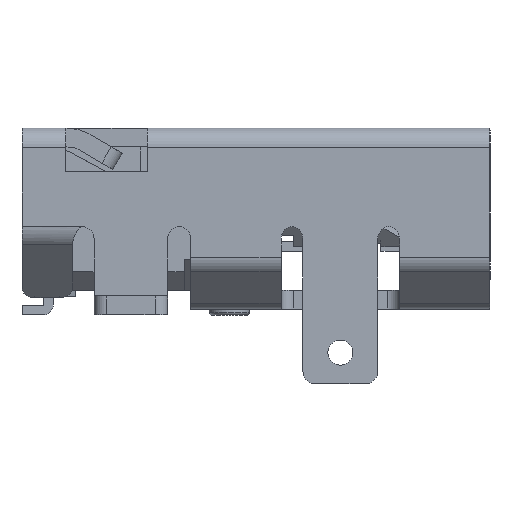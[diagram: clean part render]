
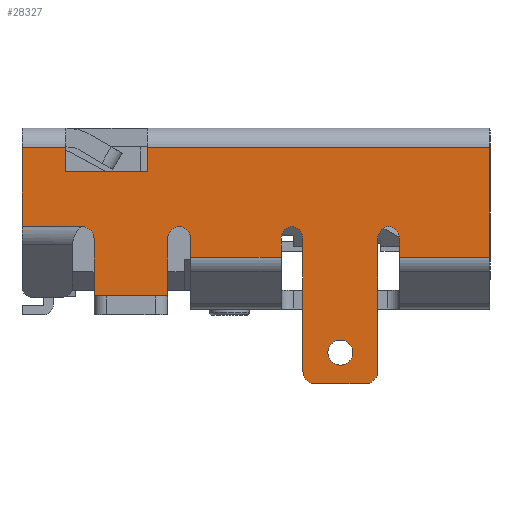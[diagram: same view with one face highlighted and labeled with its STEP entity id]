
A CAD part, front view. The second image highlights one B-rep face of the part: STEP entity #28327.
In plain terms, the highlighted face is planar.
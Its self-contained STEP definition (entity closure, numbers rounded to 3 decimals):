
#503=PLANE('',#29719);
#1069=CIRCLE('',#29429,0.2);
#1076=CIRCLE('',#29445,0.2);
#1077=CIRCLE('',#29447,0.2);
#1078=CIRCLE('',#29449,0.2);
#1079=CIRCLE('',#29451,0.2);
#1080=CIRCLE('',#29453,0.2);
#1081=CIRCLE('',#29455,0.2);
#1082=CIRCLE('',#29457,0.2);
#1083=CIRCLE('',#29459,0.2);
#1084=CIRCLE('',#29461,0.2);
#5011=ORIENTED_EDGE('',*,*,#9422,.T.);
#5012=ORIENTED_EDGE('',*,*,#9238,.T.);
#5013=ORIENTED_EDGE('',*,*,#9738,.T.);
#5014=ORIENTED_EDGE('',*,*,#9350,.T.);
#5015=ORIENTED_EDGE('',*,*,#9348,.T.);
#5016=ORIENTED_EDGE('',*,*,#9222,.F.);
#5017=ORIENTED_EDGE('',*,*,#9714,.F.);
#5018=ORIENTED_EDGE('',*,*,#9467,.T.);
#5019=ORIENTED_EDGE('',*,*,#9356,.T.);
#5020=ORIENTED_EDGE('',*,*,#9353,.T.);
#5021=ORIENTED_EDGE('',*,*,#9425,.T.);
#5022=ORIENTED_EDGE('',*,*,#9341,.F.);
#5023=ORIENTED_EDGE('',*,*,#9424,.T.);
#5024=ORIENTED_EDGE('',*,*,#9344,.F.);
#5025=ORIENTED_EDGE('',*,*,#9423,.T.);
#5026=ORIENTED_EDGE('',*,*,#9361,.T.);
#5027=ORIENTED_EDGE('',*,*,#9358,.T.);
#5028=ORIENTED_EDGE('',*,*,#9477,.T.);
#5029=ORIENTED_EDGE('',*,*,#9715,.F.);
#5030=ORIENTED_EDGE('',*,*,#9651,.F.);
#5031=ORIENTED_EDGE('',*,*,#9719,.T.);
#5032=ORIENTED_EDGE('',*,*,#9455,.F.);
#5033=ORIENTED_EDGE('',*,*,#9739,.T.);
#5034=ORIENTED_EDGE('',*,*,#9449,.T.);
#5035=ORIENTED_EDGE('',*,*,#9716,.T.);
#5036=ORIENTED_EDGE('',*,*,#9740,.T.);
#5037=ORIENTED_EDGE('',*,*,#9323,.T.);
#5038=ORIENTED_EDGE('',*,*,#9347,.T.);
#5039=ORIENTED_EDGE('',*,*,#9318,.T.);
#9222=EDGE_CURVE('',#11829,#11830,#14188,.T.);
#9238=EDGE_CURVE('',#11843,#11841,#14201,.T.);
#9318=EDGE_CURVE('',#11895,#11895,#1069,.T.);
#9323=EDGE_CURVE('',#11897,#11819,#14246,.T.);
#9341=EDGE_CURVE('',#11909,#11910,#1076,.T.);
#9344=EDGE_CURVE('',#11911,#11912,#1077,.T.);
#9347=EDGE_CURVE('',#11819,#11913,#1078,.T.);
#9348=EDGE_CURVE('',#11914,#11830,#1079,.T.);
#9350=EDGE_CURVE('',#11915,#11914,#1080,.T.);
#9353=EDGE_CURVE('',#11917,#11916,#1081,.T.);
#9356=EDGE_CURVE('',#11918,#11917,#1082,.T.);
#9358=EDGE_CURVE('',#11920,#11919,#1083,.T.);
#9361=EDGE_CURVE('',#11921,#11920,#1084,.T.);
#9422=EDGE_CURVE('',#11913,#11843,#14305,.T.);
#9423=EDGE_CURVE('',#11911,#11921,#14306,.T.);
#9424=EDGE_CURVE('',#11909,#11912,#14307,.T.);
#9425=EDGE_CURVE('',#11916,#11910,#14308,.T.);
#9449=EDGE_CURVE('',#11982,#11981,#14327,.T.);
#9455=EDGE_CURVE('',#11986,#11987,#14333,.T.);
#9467=EDGE_CURVE('',#11995,#11918,#14341,.T.);
#9477=EDGE_CURVE('',#11919,#12002,#14346,.T.);
#9651=EDGE_CURVE('',#12123,#12124,#14457,.T.);
#9714=EDGE_CURVE('',#11995,#11829,#14511,.T.);
#9715=EDGE_CURVE('',#12124,#12002,#14512,.T.);
#9716=EDGE_CURVE('',#11981,#12141,#14513,.T.);
#9719=EDGE_CURVE('',#12123,#11987,#14515,.T.);
#9738=EDGE_CURVE('',#11841,#11915,#14534,.T.);
#9739=EDGE_CURVE('',#11986,#11982,#14535,.T.);
#9740=EDGE_CURVE('',#12141,#11897,#14536,.T.);
#11819=VERTEX_POINT('',#39203);
#11829=VERTEX_POINT('',#39252);
#11830=VERTEX_POINT('',#39254);
#11841=VERTEX_POINT('',#39284);
#11843=VERTEX_POINT('',#39287);
#11895=VERTEX_POINT('',#39452);
#11897=VERTEX_POINT('',#39459);
#11909=VERTEX_POINT('',#39496);
#11910=VERTEX_POINT('',#39498);
#11911=VERTEX_POINT('',#39502);
#11912=VERTEX_POINT('',#39504);
#11913=VERTEX_POINT('',#39508);
#11914=VERTEX_POINT('',#39512);
#11915=VERTEX_POINT('',#39516);
#11916=VERTEX_POINT('',#39520);
#11917=VERTEX_POINT('',#39522);
#11918=VERTEX_POINT('',#39526);
#11919=VERTEX_POINT('',#39530);
#11920=VERTEX_POINT('',#39532);
#11921=VERTEX_POINT('',#39536);
#11981=VERTEX_POINT('',#39715);
#11982=VERTEX_POINT('',#39717);
#11986=VERTEX_POINT('',#39727);
#11987=VERTEX_POINT('',#39729);
#11995=VERTEX_POINT('',#39751);
#12002=VERTEX_POINT('',#39768);
#12123=VERTEX_POINT('',#40116);
#12124=VERTEX_POINT('',#40118);
#12141=VERTEX_POINT('',#40242);
#14188=LINE('',#39253,#16858);
#14201=LINE('',#39286,#16871);
#14246=LINE('',#39462,#16916);
#14305=LINE('',#39663,#16975);
#14306=LINE('',#39665,#16976);
#14307=LINE('',#39667,#16977);
#14308=LINE('',#39669,#16978);
#14327=LINE('',#39716,#16997);
#14333=LINE('',#39728,#17003);
#14341=LINE('',#39750,#17011);
#14346=LINE('',#39769,#17016);
#14457=LINE('',#40117,#17127);
#14511=LINE('',#40237,#17181);
#14512=LINE('',#40239,#17182);
#14513=LINE('',#40241,#17183);
#14515=LINE('',#40247,#17185);
#14534=LINE('',#40280,#17204);
#14535=LINE('',#40281,#17205);
#14536=LINE('',#40282,#17206);
#16858=VECTOR('',#32893,1000.);
#16871=VECTOR('',#32920,1000.);
#16916=VECTOR('',#33115,1000.);
#16975=VECTOR('',#33320,1000.);
#16976=VECTOR('',#33323,1000.);
#16977=VECTOR('',#33326,1000.);
#16978=VECTOR('',#33329,1000.);
#16997=VECTOR('',#33376,1000.);
#17003=VECTOR('',#33384,1000.);
#17011=VECTOR('',#33404,1000.);
#17016=VECTOR('',#33421,1000.);
#17127=VECTOR('',#33764,1000.);
#17181=VECTOR('',#33916,1000.);
#17182=VECTOR('',#33919,1000.);
#17183=VECTOR('',#33922,1000.);
#17185=VECTOR('',#33928,1000.);
#17204=VECTOR('',#33975,1000.);
#17205=VECTOR('',#33976,1000.);
#17206=VECTOR('',#33977,1000.);
#18577=EDGE_LOOP('',(#5011,#5012,#5013,#5014,#5015,#5016,#5017,#5018,#5019,
#5020,#5021,#5022,#5023,#5024,#5025,#5026,#5027,#5028,#5029,#5030,#5031,
#5032,#5033,#5034,#5035,#5036,#5037,#5038));
#18578=EDGE_LOOP('',(#5039));
#19681=FACE_BOUND('',#18577,.T.);
#19682=FACE_BOUND('',#18578,.T.);
#28327=ADVANCED_FACE('',(#19681,#19682),#503,.F.);
#29429=AXIS2_PLACEMENT_3D('',#39451,#33103,#33104);
#29445=AXIS2_PLACEMENT_3D('',#39497,#33150,#33151);
#29447=AXIS2_PLACEMENT_3D('',#39503,#33156,#33157);
#29449=AXIS2_PLACEMENT_3D('',#39509,#33162,#33163);
#29451=AXIS2_PLACEMENT_3D('',#39511,#33166,#33167);
#29453=AXIS2_PLACEMENT_3D('',#39515,#33171,#33172);
#29455=AXIS2_PLACEMENT_3D('',#39521,#33177,#33178);
#29457=AXIS2_PLACEMENT_3D('',#39527,#33183,#33184);
#29459=AXIS2_PLACEMENT_3D('',#39531,#33188,#33189);
#29461=AXIS2_PLACEMENT_3D('',#39537,#33194,#33195);
#29719=AXIS2_PLACEMENT_3D('',#40279,#33973,#33974);
#32893=DIRECTION('',(0.,0.,1.));
#32920=DIRECTION('',(0.,-1.,0.));
#33103=DIRECTION('',(1.,0.,0.));
#33104=DIRECTION('',(0.,1.,0.));
#33115=DIRECTION('',(0.,-1.,0.));
#33150=DIRECTION('',(1.,0.,0.));
#33151=DIRECTION('',(0.,0.,-1.));
#33156=DIRECTION('',(1.,0.,0.));
#33157=DIRECTION('',(0.,0.,-1.));
#33162=DIRECTION('',(1.,0.,0.));
#33163=DIRECTION('',(0.,0.,-1.));
#33166=DIRECTION('',(1.,0.,0.));
#33167=DIRECTION('',(0.,0.,-1.));
#33171=DIRECTION('',(1.,0.,0.));
#33172=DIRECTION('',(0.,0.,-1.));
#33177=DIRECTION('',(1.,0.,0.));
#33178=DIRECTION('',(0.,0.,-1.));
#33183=DIRECTION('',(1.,0.,0.));
#33184=DIRECTION('',(0.,0.,-1.));
#33188=DIRECTION('',(1.,0.,0.));
#33189=DIRECTION('',(0.,0.,-1.));
#33194=DIRECTION('',(1.,0.,0.));
#33195=DIRECTION('',(0.,0.,-1.));
#33320=DIRECTION('',(0.,0.,-1.));
#33323=DIRECTION('',(0.,0.,1.));
#33326=DIRECTION('',(0.,-1.,0.));
#33329=DIRECTION('',(0.,0.,-1.));
#33376=DIRECTION('',(0.,0.,1.));
#33384=DIRECTION('',(0.,0.,1.));
#33404=DIRECTION('',(0.,0.,1.));
#33421=DIRECTION('',(0.,0.,-1.));
#33764=DIRECTION('',(0.,0.,-1.));
#33916=DIRECTION('',(0.,1.,0.));
#33919=DIRECTION('',(0.,1.,0.));
#33922=DIRECTION('',(0.,1.,0.));
#33928=DIRECTION('',(0.,1.,0.));
#33973=DIRECTION('',(1.,0.,0.));
#33974=DIRECTION('',(0.,0.,-1.));
#33975=DIRECTION('',(0.,0.,1.));
#33976=DIRECTION('',(0.,1.,0.));
#33977=DIRECTION('',(0.,0.,-1.));
#39203=CARTESIAN_POINT('',(-3.25,0.75,-0.075));
#39252=CARTESIAN_POINT('',(-3.25,-1.,-0.572));
#39253=CARTESIAN_POINT('',(-3.25,-1.,-0.7));
#39254=CARTESIAN_POINT('',(-3.25,-1.,-0.275));
#39284=CARTESIAN_POINT('',(-3.25,-0.63,-1.18));
#39286=CARTESIAN_POINT('',(-3.25,0.55,-1.18));
#39287=CARTESIAN_POINT('',(-3.25,0.55,-1.18));
#39451=CARTESIAN_POINT('',(-3.25,-3.4,-2.1));
#39452=CARTESIAN_POINT('',(-3.25,-3.2,-2.1));
#39459=CARTESIAN_POINT('',(-3.25,1.7,-0.075));
#39462=CARTESIAN_POINT('',(-3.25,1.7,-0.075));
#39496=CARTESIAN_POINT('',(-3.25,-3.,-2.6));
#39497=CARTESIAN_POINT('',(-3.25,-3.,-2.4));
#39498=CARTESIAN_POINT('',(-3.25,-2.8,-2.4));
#39502=CARTESIAN_POINT('',(-3.25,-4.,-2.4));
#39503=CARTESIAN_POINT('',(-3.25,-3.8,-2.4));
#39504=CARTESIAN_POINT('',(-3.25,-3.8,-2.6));
#39508=CARTESIAN_POINT('',(-3.25,0.55,-0.275));
#39509=CARTESIAN_POINT('',(-3.25,0.75,-0.275));
#39511=CARTESIAN_POINT('',(-3.25,-0.8,-0.275));
#39512=CARTESIAN_POINT('',(-3.25,-0.815,-0.076));
#39515=CARTESIAN_POINT('',(-3.25,-0.83,-0.275));
#39516=CARTESIAN_POINT('',(-3.25,-0.63,-0.275));
#39520=CARTESIAN_POINT('',(-3.25,-2.8,-0.275));
#39521=CARTESIAN_POINT('',(-3.25,-2.6,-0.275));
#39522=CARTESIAN_POINT('',(-3.25,-2.625,-0.077));
#39526=CARTESIAN_POINT('',(-3.25,-2.45,-0.275));
#39527=CARTESIAN_POINT('',(-3.25,-2.65,-0.275));
#39530=CARTESIAN_POINT('',(-3.25,-4.35,-0.275));
#39531=CARTESIAN_POINT('',(-3.25,-4.15,-0.275));
#39532=CARTESIAN_POINT('',(-3.25,-4.175,-0.077));
#39536=CARTESIAN_POINT('',(-3.25,-4.,-0.275));
#39537=CARTESIAN_POINT('',(-3.25,-4.2,-0.275));
#39663=CARTESIAN_POINT('',(-3.25,0.55,-0.075));
#39665=CARTESIAN_POINT('',(-3.25,-4.,-2.6));
#39667=CARTESIAN_POINT('',(-3.25,-2.8,-2.6));
#39669=CARTESIAN_POINT('',(-3.25,-2.8,-0.075));
#39715=CARTESIAN_POINT('',(-3.25,1.,1.19));
#39716=CARTESIAN_POINT('',(-3.25,1.,0.8));
#39717=CARTESIAN_POINT('',(-3.25,1.,0.8));
#39727=CARTESIAN_POINT('',(-3.25,-0.3,0.8));
#39728=CARTESIAN_POINT('',(-3.25,-0.3,0.8));
#39729=CARTESIAN_POINT('',(-3.25,-0.3,1.19));
#39750=CARTESIAN_POINT('',(-3.25,-2.45,-1.4));
#39751=CARTESIAN_POINT('',(-3.25,-2.45,-0.572));
#39768=CARTESIAN_POINT('',(-3.25,-4.35,-0.572));
#39769=CARTESIAN_POINT('',(-3.25,-4.35,-0.075));
#40116=CARTESIAN_POINT('',(-3.25,-5.8,1.19));
#40117=CARTESIAN_POINT('',(-3.25,-5.8,-0.7));
#40118=CARTESIAN_POINT('',(-3.25,-5.8,-0.572));
#40237=CARTESIAN_POINT('',(-3.25,-5.8,-0.572));
#40239=CARTESIAN_POINT('',(-3.25,-5.8,-0.572));
#40241=CARTESIAN_POINT('',(-3.25,-5.8,1.19));
#40242=CARTESIAN_POINT('',(-3.25,1.7,1.19));
#40247=CARTESIAN_POINT('',(-3.25,-5.8,1.19));
#40279=CARTESIAN_POINT('',(-3.25,-5.8,-0.7));
#40280=CARTESIAN_POINT('',(-3.25,-0.63,-2.6));
#40281=CARTESIAN_POINT('',(-3.25,-0.3,0.8));
#40282=CARTESIAN_POINT('',(-3.25,1.7,-0.7));
